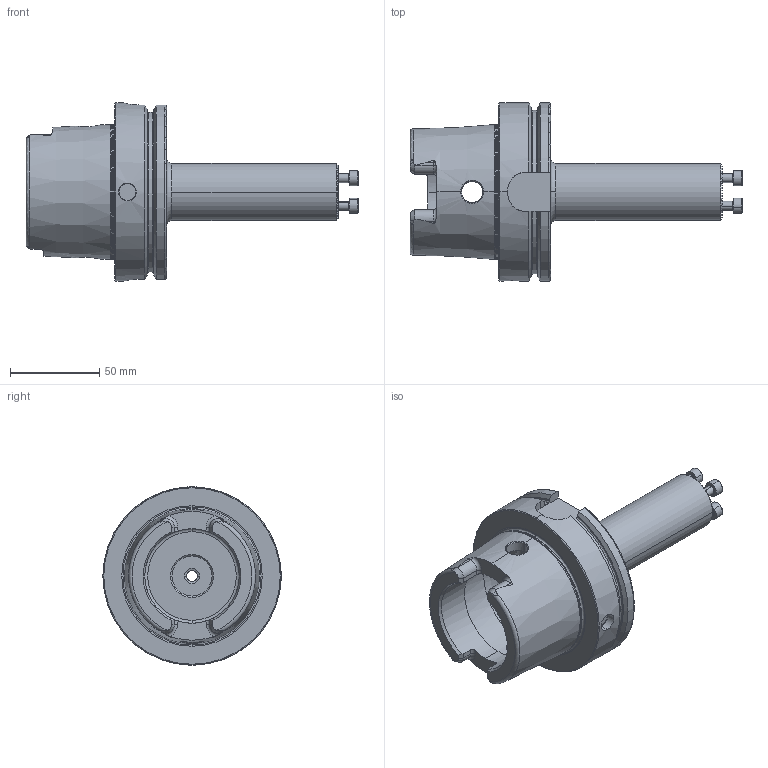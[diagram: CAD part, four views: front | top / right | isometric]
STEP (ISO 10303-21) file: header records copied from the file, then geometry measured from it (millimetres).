
FILE_DESCRIPTION (( 'STEP AP203' ), '1' );
FILE_NAME ('HA0-WK2.032.160.STEP', '2020-09-14T06:16:46', ( '' ), ( '' ), 'SwSTEP 2.0', 'SolidWorks 2017', '' );
FILE_SCHEMA (( 'CONFIG_CONTROL_DESIGN' ));
Length unit declared in the file: millimetre
Products named in the file (4): ISO 4762 - M5 x 14; HA0-WK2.032.160_A; HA0-WK2.032.160; DIN 3771 - 6x1
Assembly tree (6 placements, depth 2):
  HA0-WK2.032.160
    HA0-WK2.032.160_A
    ISO 4762 - M5 x 14  x4
    DIN 3771 - 6x1
Bounding box: 186.3 x 100 x 100 mm (x, y, z)
Volume: 326767.9 mm3; surface area: 64709.9 mm2
Topology: 6 solids, 6 shells, 471 faces, 1249 edges, 783 vertices
Faces by surface type: plane 232, cylinder 118, cone 64, torus 53, bspline 4
Entity records: 15031 total; most frequent: CARTESIAN_POINT 5159, ORIENTED_EDGE 2130, DIRECTION 1785, EDGE_CURVE 1065, AXIS2_PLACEMENT_3D 706, VERTEX_POINT 684, EDGE_LOOP 401, ADVANCED_FACE 390
